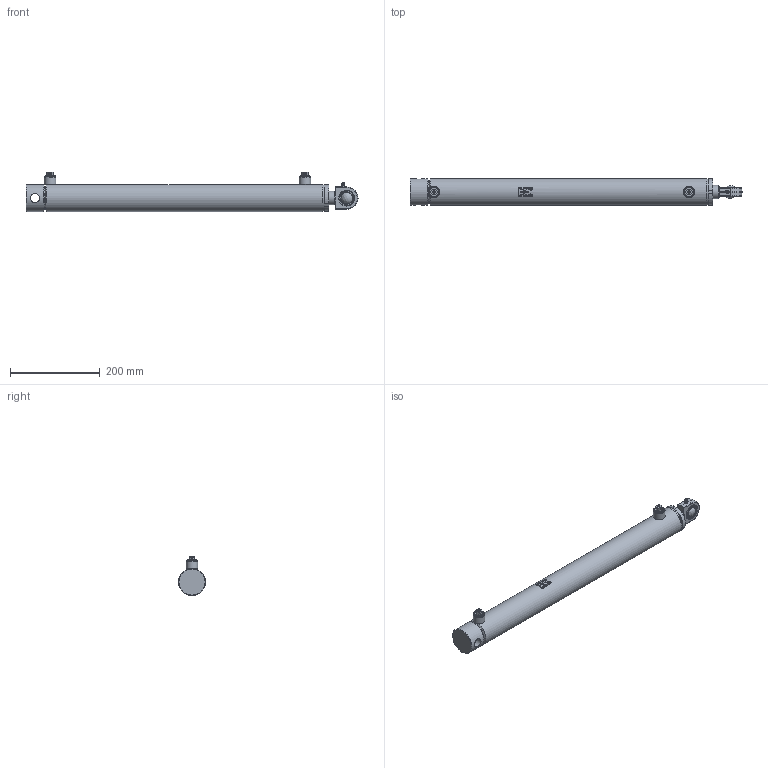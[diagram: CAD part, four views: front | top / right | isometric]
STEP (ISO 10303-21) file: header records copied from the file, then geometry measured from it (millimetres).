
FILE_DESCRIPTION (( 'STEP AP214' ), '1' );
FILE_NAME ('CFGCY0079632-Cylinder.step', '2026-03-09T15:06:42', ( 'Kramp IT' ), ( 'Kramp' ), 'SwSTEP 2.0', 'SolidWorks 2025', '' );
FILE_SCHEMA (( 'AUTOMOTIVE_DESIGN' ));
Length unit declared in the file: millimetre
Products named in the file (19): MATE-AID; Tube-MA_Simplified; DS2905013030_Simplified; CFGCY0079632-Cylinder; DS2905015; Tube_Simplified; GF20DO; DS2905004VM_Simplified; DS2905013030VM_Simplified; Rod-WA_Simplified; GF20DO-RD; Tube-WA_Simplified; LSN06E; ENDCAP50HOLE; ATT-NONE; DC39BEVD050B; SP06M; DS2905004_Simplified; Rod_Simplified
Assembly tree (18 placements, depth 4):
  MATE-AID
  CFGCY0079632-Cylinder
    Tube-WA_Simplified
      Tube-MA_Simplified
        Tube_Simplified
        LSN06E
      LSN06E
      DC39BEVD050B
        ENDCAP50HOLE
    Rod-WA_Simplified
      Rod_Simplified
      GF20DO-RD
        GF20DO
    DS2905013030VM_Simplified
      DS2905013030_Simplified
    DS2905004VM_Simplified
      DS2905004_Simplified
    DS2905015
    SP06M  x2
  ATT-NONE
Bounding box: 739 x 60 x 87 mm (x, y, z)
Volume: 1273260.5 mm3; surface area: 349854.5 mm2
Topology: 16 solids, 16 shells, 339 faces, 753 edges, 493 vertices
Faces by surface type: plane 166, cylinder 103, cone 38, bspline 21, torus 11
Full cylindrical faces by diameter (mm): 2 x4, 3 x1, 4.5 x2, 4.917 x1, 5.072 x1, 6 x1, 7 x1, 8 x2, 14.5 x1, 14.95 x2, 16.66 x2, 20 x2, 20.2 x1, 22.2 x2, 22.5 x2, 24 x1, 26 x2, 30 x2, 34 x1, 34.51 x1, 35 x5, 36 x2, 45.41 x2, 48.66 x2, 50 x2, 53 x1, 54 x1, 59.5 x1, 60 x3
Entity records: 11876 total; most frequent: CARTESIAN_POINT 3860, DIRECTION 1172, ORIENTED_EDGE 916, AXIS2_PLACEMENT_3D 478, EDGE_CURVE 458, EDGE_LOOP 430, VERTEX_POINT 350, FACE_OUTER_BOUND 335
